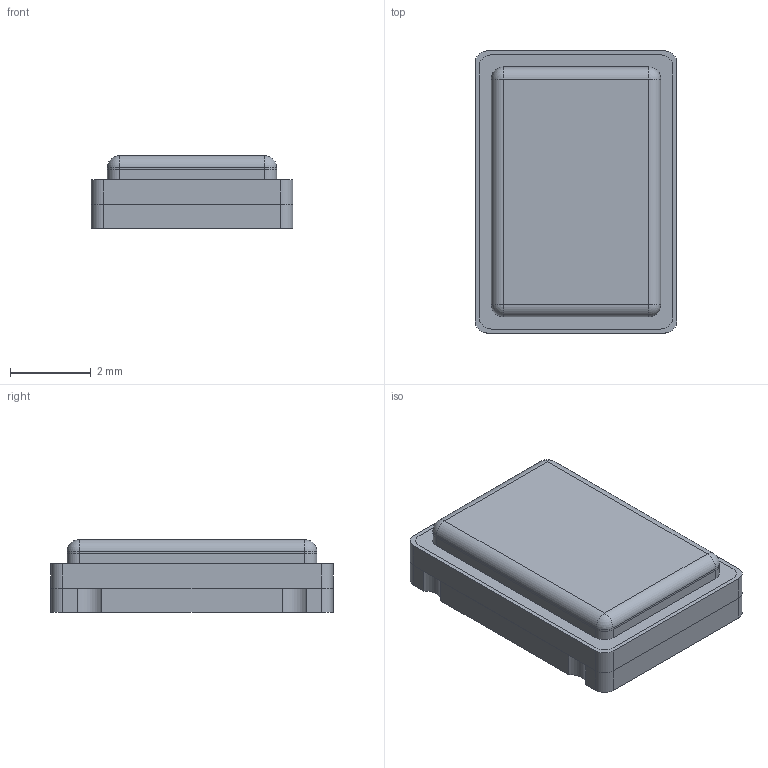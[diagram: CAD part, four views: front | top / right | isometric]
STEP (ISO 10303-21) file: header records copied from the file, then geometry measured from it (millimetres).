
FILE_DESCRIPTION((''),'2;1');
FILE_NAME('OSC_SILICON-LAB_SI510.stp','2015-06-29T19:19:07',(''),(''),'Mechanical Desktop 2011','Mechanical Desktop 2011',', , ');
FILE_SCHEMA(('AUTOMOTIVE_DESIGN { 1 2 10303 214 1 1 1 1 }'));
Length unit declared in the file: millimetre
Products named in the file (1): Product
Bounding box: 5 x 7 x 1.8 mm (x, y, z)
Volume: 57 mm3; surface area: 373.4 mm2
Topology: 9 solids, 9 shells, 139 faces, 352 edges, 228 vertices
Faces by surface type: plane 87, cylinder 32, bspline 16, sphere 4
Entity records: 4161 total; most frequent: CARTESIAN_POINT 764, ORIENTED_EDGE 696, DIRECTION 660, EDGE_CURVE 348, VECTOR 284, LINE 284, VERTEX_POINT 228, AXIS2_PLACEMENT_3D 188
